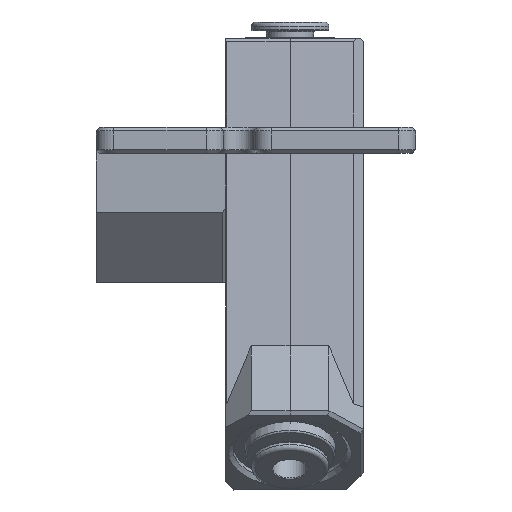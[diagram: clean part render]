
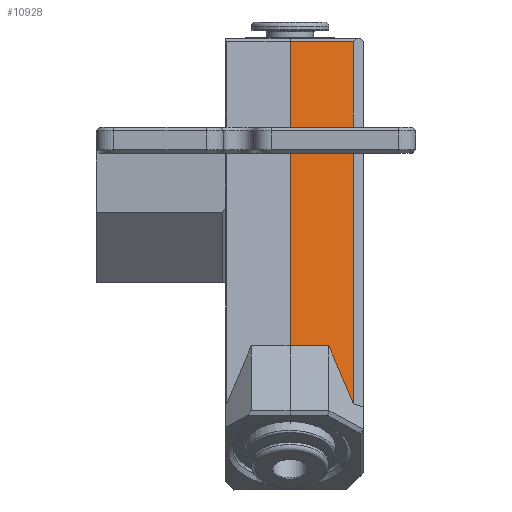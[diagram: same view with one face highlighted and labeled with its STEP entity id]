
A CAD part, front view. The second image highlights one B-rep face of the part: STEP entity #10928.
In plain terms, the highlighted face is planar.
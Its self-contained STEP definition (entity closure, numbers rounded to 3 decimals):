
#668=LINE('',#17606,#1650);
#669=LINE('',#17609,#1651);
#720=LINE('',#17725,#1702);
#722=LINE('',#17731,#1704);
#723=LINE('',#17733,#1705);
#1650=VECTOR('',#13984,10.);
#1651=VECTOR('',#13987,10.);
#1702=VECTOR('',#14070,10.);
#1704=VECTOR('',#14076,10.);
#1705=VECTOR('',#14079,10.);
#2689=PLANE('',#12046);
#3199=FACE_OUTER_BOUND('',#3843,.T.);
#3843=EDGE_LOOP('',(#9084,#9085,#9086,#9087,#9088));
#5115=VERTEX_POINT('',#17602);
#5116=VERTEX_POINT('',#17604);
#5117=VERTEX_POINT('',#17608);
#5159=VERTEX_POINT('',#17723);
#5161=VERTEX_POINT('',#17729);
#6389=EDGE_CURVE('',#5116,#5115,#668,.T.);
#6390=EDGE_CURVE('',#5115,#5117,#669,.T.);
#6446=EDGE_CURVE('',#5116,#5159,#720,.F.);
#6449=EDGE_CURVE('',#5161,#5159,#722,.T.);
#6450=EDGE_CURVE('',#5117,#5161,#723,.T.);
#9084=ORIENTED_EDGE('',*,*,#6389,.F.);
#9085=ORIENTED_EDGE('',*,*,#6446,.T.);
#9086=ORIENTED_EDGE('',*,*,#6449,.F.);
#9087=ORIENTED_EDGE('',*,*,#6450,.F.);
#9088=ORIENTED_EDGE('',*,*,#6390,.F.);
#10928=ADVANCED_FACE('',(#3199),#2689,.F.);
#12046=AXIS2_PLACEMENT_3D('',#18036,#14370,#14371);
#13984=DIRECTION('',(0.,0.,-1.));
#13987=DIRECTION('',(0.142,-0.99,0.));
#14070=DIRECTION('',(-0.142,0.99,0.));
#14076=DIRECTION('',(0.,0.,1.));
#14079=DIRECTION('',(-0.131,0.913,0.386));
#14370=DIRECTION('center_axis',(-0.99,-0.142,0.));
#14371=DIRECTION('ref_axis',(-0.142,0.99,0.));
#17602=CARTESIAN_POINT('',(168.762,127.104,89.976));
#17604=CARTESIAN_POINT('',(168.762,127.104,97.305));
#17606=CARTESIAN_POINT('',(168.762,127.104,97.305));
#17608=CARTESIAN_POINT('',(174.778,85.193,89.976));
#17609=CARTESIAN_POINT('',(173.821,91.862,89.976));
#17723=CARTESIAN_POINT('',(173.817,91.889,97.305));
#17725=CARTESIAN_POINT('',(173.005,97.541,97.305));
#17729=CARTESIAN_POINT('',(173.817,91.889,92.805));
#17731=CARTESIAN_POINT('',(173.817,91.889,100.055));
#17733=CARTESIAN_POINT('',(173.628,93.205,93.36));
#18036=CARTESIAN_POINT('Origin',(174.08,90.055,97.305));
